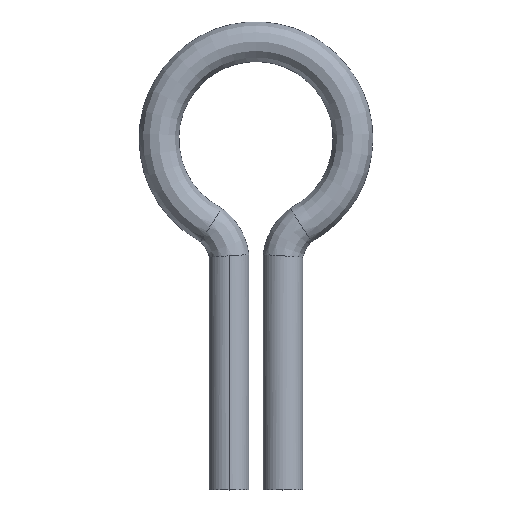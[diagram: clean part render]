
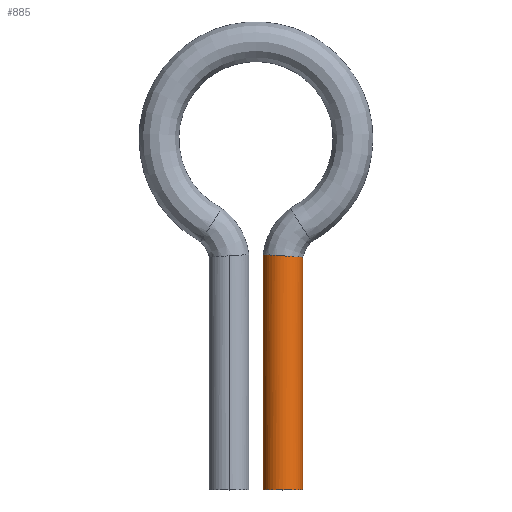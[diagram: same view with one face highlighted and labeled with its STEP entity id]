
A CAD part, top view. The second image highlights one B-rep face of the part: STEP entity #885.
In plain terms, the highlighted free-form (B-spline) face has degree [3, 1] with [7, 2] control points.
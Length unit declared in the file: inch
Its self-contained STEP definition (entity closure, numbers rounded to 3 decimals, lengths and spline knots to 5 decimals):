
#177 = CARTESIAN_POINT ( 'NONE',  ( 0.02, 0.09942, 0.017 ) ) ;
#178 = CARTESIAN_POINT ( 'NONE',  ( 0.003, 0.10058, 0.017 ) ) ;
#179 = CARTESIAN_POINT ( 'NONE',  ( 0.003, 0.10058, 0. ) ) ;
#240 = B_SPLINE_CURVE_WITH_KNOTS ( 'NONE', 1,
 ( #259, #258 ),
 .UNSPECIFIED., .F., .F.,
 ( 2, 2 ),
 ( 0., 1. ),
 .UNSPECIFIED. ) ;
#248 = CARTESIAN_POINT ( 'NONE',  ( 0.003, 0., 0. ) ) ;
#249 = DIRECTION ( 'NONE',  ( 0., 0., -1. ) ) ;
#250 = DIRECTION ( 'NONE',  ( 0., -1., 0. ) ) ;
#251 = CARTESIAN_POINT ( 'NONE',  ( 0.0115, 0., 0. ) ) ;
#252 = AXIS2_PLACEMENT_3D ( 'NONE', #251, #250, #249 ) ;
#253 = CIRCLE ( 'NONE', #252, 0.0085 ) ;
#254 = CARTESIAN_POINT ( 'NONE',  ( 0.02, 0., 0. ) ) ;
#255 = CARTESIAN_POINT ( 'NONE',  ( 0.003, 0., 0. ) ) ;
#256 = CARTESIAN_POINT ( 'NONE',  ( 0.003, 0.10058, 0. ) ) ;
#257 = B_SPLINE_CURVE_WITH_KNOTS ( 'NONE', 1,
 ( #256, #255 ),
 .UNSPECIFIED., .F., .F.,
 ( 2, 2 ),
 ( 0., 1. ),
 .UNSPECIFIED. ) ;
#258 = CARTESIAN_POINT ( 'NONE',  ( 0.02, 0., 0. ) ) ;
#259 = CARTESIAN_POINT ( 'NONE',  ( 0.02, 0.09942, 0. ) ) ;
#430 = CARTESIAN_POINT ( 'NONE',  ( 0.003, 0.10058, 0. ) ) ;
#490 = FACE_OUTER_BOUND ( 'NONE', #884, .T. ) ;
#491 = CARTESIAN_POINT ( 'NONE',  ( 0.02, 0.09942, 0. ) ) ;
#550 =( BOUNDED_SURFACE ( )  B_SPLINE_SURFACE ( 3, 1, ( 
 ( #562, #561 ),
 ( #556, #570 ),
 ( #569, #572 ),
 ( #571, #568 ),
 ( #567, #566 ),
 ( #565, #563 ),
 ( #555, #554 ) ),
 .UNSPECIFIED., .F., .F., .T. ) 
 B_SPLINE_SURFACE_WITH_KNOTS ( ( 4, 3, 4 ),
 ( 2, 2 ),
 ( 0., 0.5, 1. ),
 ( 0., 1. ),
 .UNSPECIFIED. ) 
 GEOMETRIC_REPRESENTATION_ITEM ( )  RATIONAL_B_SPLINE_SURFACE ( (
 ( 1., 1.),
 ( 0.333, 0.333),
 ( 0.333, 0.333),
 ( 1., 1.),
 ( 0.333, 0.333),
 ( 0.333, 0.333),
 ( 1., 1.) ) ) 
 REPRESENTATION_ITEM ( '' )  SURFACE ( )  );
#554 = CARTESIAN_POINT ( 'NONE',  ( 0.02, 0., 0. ) ) ;
#555 = CARTESIAN_POINT ( 'NONE',  ( 0.02, 0.09942, 0. ) ) ;
#556 = CARTESIAN_POINT ( 'NONE',  ( 0.02, 0.09942, -0.017 ) ) ;
#561 = CARTESIAN_POINT ( 'NONE',  ( 0.02, 0., 0. ) ) ;
#562 = CARTESIAN_POINT ( 'NONE',  ( 0.02, 0.09942, 0. ) ) ;
#563 = CARTESIAN_POINT ( 'NONE',  ( 0.02, 0., 0.017 ) ) ;
#565 = CARTESIAN_POINT ( 'NONE',  ( 0.02, 0.09942, 0.017 ) ) ;
#566 = CARTESIAN_POINT ( 'NONE',  ( 0.003, 0., 0.017 ) ) ;
#567 = CARTESIAN_POINT ( 'NONE',  ( 0.003, 0.10058, 0.017 ) ) ;
#568 = CARTESIAN_POINT ( 'NONE',  ( 0.003, 0., 0. ) ) ;
#569 = CARTESIAN_POINT ( 'NONE',  ( 0.003, 0.10058, -0.017 ) ) ;
#570 = CARTESIAN_POINT ( 'NONE',  ( 0.02, 0., -0.017 ) ) ;
#571 = CARTESIAN_POINT ( 'NONE',  ( 0.003, 0.10058, 0. ) ) ;
#572 = CARTESIAN_POINT ( 'NONE',  ( 0.003, 0., -0.017 ) ) ;
#882 = VERTEX_POINT ( 'NONE', #491 ) ;
#884 = EDGE_LOOP ( 'NONE', ( #940, #1049, #1047, #1048 ) ) ;
#885 = ADVANCED_FACE ( 'NONE', ( #490 ), #550, .F. ) ;
#940 = ORIENTED_EDGE ( 'NONE', *, *, #941, .F. ) ;
#941 = EDGE_CURVE ( 'NONE', #942, #882, #1069, .T. ) ;
#942 = VERTEX_POINT ( 'NONE', #430 ) ;
#1046 = EDGE_CURVE ( 'NONE', #882, #1054, #240, .T. ) ;
#1047 = ORIENTED_EDGE ( 'NONE', *, *, #1051, .F. ) ;
#1048 = ORIENTED_EDGE ( 'NONE', *, *, #1046, .F. ) ;
#1049 = ORIENTED_EDGE ( 'NONE', *, *, #1050, .T. ) ;
#1050 = EDGE_CURVE ( 'NONE', #942, #1055, #257, .T. ) ;
#1051 = EDGE_CURVE ( 'NONE', #1054, #1055, #253, .T. ) ;
#1054 = VERTEX_POINT ( 'NONE', #254 ) ;
#1055 = VERTEX_POINT ( 'NONE', #248 ) ;
#1069 =( BOUNDED_CURVE ( )  B_SPLINE_CURVE ( 3, ( #179, #178, #177, #1083 ),
 .UNSPECIFIED., .F., .T. ) 
 B_SPLINE_CURVE_WITH_KNOTS ( ( 4, 4 ),
 ( 0.5, 1. ),
 .UNSPECIFIED. ) 
 CURVE ( )  GEOMETRIC_REPRESENTATION_ITEM ( )  RATIONAL_B_SPLINE_CURVE ( ( 1., 0.333, 0.333, 1. ) ) 
 REPRESENTATION_ITEM ( '' )  );
#1083 = CARTESIAN_POINT ( 'NONE',  ( 0.02, 0.09942, 0. ) ) ;
